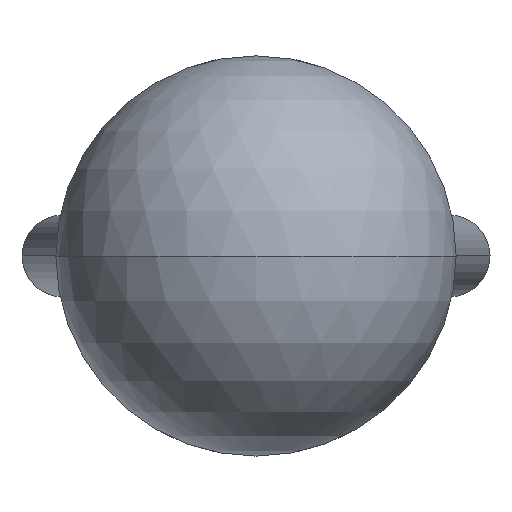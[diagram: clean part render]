
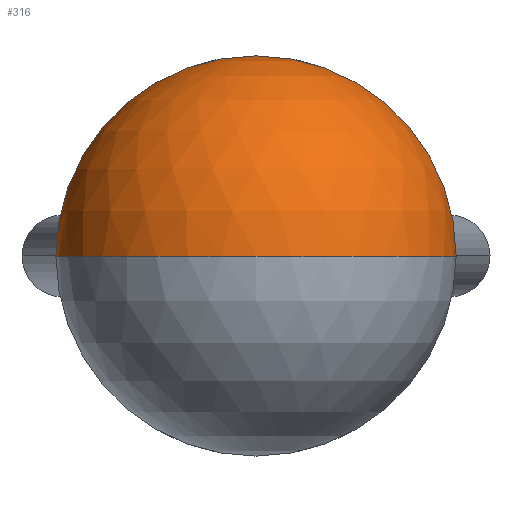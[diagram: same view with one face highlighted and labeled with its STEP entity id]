
A CAD part, left-side view. The second image highlights one B-rep face of the part: STEP entity #316.
In plain terms, the highlighted spherical face has radius 0.381 mm.
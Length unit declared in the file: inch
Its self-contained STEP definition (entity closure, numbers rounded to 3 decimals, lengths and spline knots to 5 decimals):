
#5 = VERTEX_POINT ( 'NONE', #53 ) ;
#29 = DIRECTION ( 'NONE',  ( 1., 0., 0. ) ) ;
#53 = CARTESIAN_POINT ( 'NONE',  ( 0., 0., 0. ) ) ;
#59 = AXIS2_PLACEMENT_3D ( 'NONE', #592, #486, #160 ) ;
#72 = CIRCLE ( 'NONE', #462, 0.015 ) ;
#105 = CARTESIAN_POINT ( 'NONE',  ( 0.015, 0., 0. ) ) ;
#109 = AXIS2_PLACEMENT_3D ( 'NONE', #254, #586, #487 ) ;
#111 = FACE_OUTER_BOUND ( 'NONE', #193, .T. ) ;
#117 = ORIENTED_EDGE ( 'NONE', *, *, #458, .T. ) ;
#119 = CIRCLE ( 'NONE', #59, 0.015 ) ;
#142 = DIRECTION ( 'NONE',  ( 0., 0., -1. ) ) ;
#160 = DIRECTION ( 'NONE',  ( 0., 0., 1. ) ) ;
#179 = EDGE_CURVE ( 'NONE', #388, #5, #417, .T. ) ;
#183 = CARTESIAN_POINT ( 'NONE',  ( 0.015, 0.015, 0. ) ) ;
#184 = AXIS2_PLACEMENT_3D ( 'NONE', #311, #265, #463 ) ;
#193 = EDGE_LOOP ( 'NONE', ( #360, #117, #298, #342 ) ) ;
#209 = CIRCLE ( 'NONE', #184, 0.015 ) ;
#211 = VERTEX_POINT ( 'NONE', #257 ) ;
#249 = CARTESIAN_POINT ( 'NONE',  ( 0.015, -0.015, 0. ) ) ;
#254 = CARTESIAN_POINT ( 'NONE',  ( 0.015, 0., 0. ) ) ;
#256 = VERTEX_POINT ( 'NONE', #249 ) ;
#257 = CARTESIAN_POINT ( 'NONE',  ( 0.015, 0., 0.015 ) ) ;
#265 = DIRECTION ( 'NONE',  ( -1., 0., 0. ) ) ;
#298 = ORIENTED_EDGE ( 'NONE', *, *, #343, .T. ) ;
#311 = CARTESIAN_POINT ( 'NONE',  ( 0.015, 0., 0. ) ) ;
#316 = ADVANCED_FACE ( 'NONE', ( #111 ), #387, .T. ) ;
#328 = CARTESIAN_POINT ( 'NONE',  ( 0.015, 0., 0. ) ) ;
#342 = ORIENTED_EDGE ( 'NONE', *, *, #179, .T. ) ;
#343 = EDGE_CURVE ( 'NONE', #211, #388, #119, .T. ) ;
#360 = ORIENTED_EDGE ( 'NONE', *, *, #585, .F. ) ;
#387 = SPHERICAL_SURFACE ( 'NONE', #109, 0.015 ) ;
#388 = VERTEX_POINT ( 'NONE', #183 ) ;
#417 = CIRCLE ( 'NONE', #506, 0.015 ) ;
#423 = DIRECTION ( 'NONE',  ( -1., 0., 0. ) ) ;
#458 = EDGE_CURVE ( 'NONE', #256, #211, #209, .T. ) ;
#462 = AXIS2_PLACEMENT_3D ( 'NONE', #105, #142, #423 ) ;
#463 = DIRECTION ( 'NONE',  ( 0., 0., 1. ) ) ;
#486 = DIRECTION ( 'NONE',  ( -1., 0., 0. ) ) ;
#487 = DIRECTION ( 'NONE',  ( 0., 1., 0. ) ) ;
#506 = AXIS2_PLACEMENT_3D ( 'NONE', #328, #530, #29 ) ;
#530 = DIRECTION ( 'NONE',  ( 0., 0., 1. ) ) ;
#585 = EDGE_CURVE ( 'NONE', #256, #5, #72, .T. ) ;
#586 = DIRECTION ( 'NONE',  ( 0., 0., -1. ) ) ;
#592 = CARTESIAN_POINT ( 'NONE',  ( 0.015, 0., 0. ) ) ;
